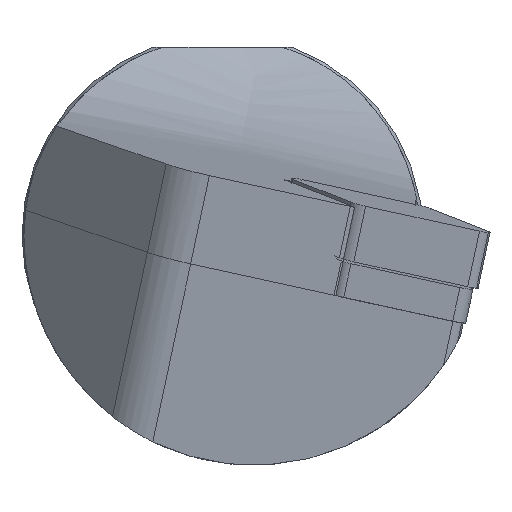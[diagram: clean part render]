
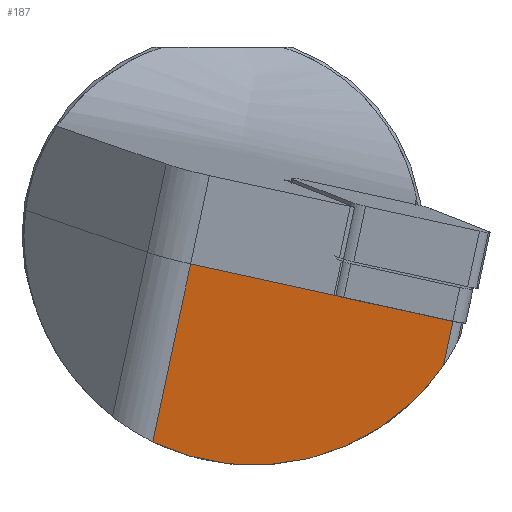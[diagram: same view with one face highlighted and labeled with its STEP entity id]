
A CAD part, left-side view. The second image highlights one B-rep face of the part: STEP entity #187.
In plain terms, the highlighted planar face has unit normal (-0.993, 0.073, -0.091).
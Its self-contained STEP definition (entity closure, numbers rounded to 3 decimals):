
#178=ELLIPSE('',#1045,18.476,18.35);
#187=ADVANCED_FACE('',(#267),#239,.F.);
#239=PLANE('',#1049);
#267=FACE_OUTER_BOUND('',#320,.T.);
#320=EDGE_LOOP('',(#429,#430,#431,#432,#433,#434));
#429=ORIENTED_EDGE('',*,*,#788,.F.);
#430=ORIENTED_EDGE('',*,*,#789,.T.);
#431=ORIENTED_EDGE('',*,*,#783,.T.);
#432=ORIENTED_EDGE('',*,*,#790,.F.);
#433=ORIENTED_EDGE('',*,*,#791,.F.);
#434=ORIENTED_EDGE('',*,*,#792,.F.);
#694=VERTEX_POINT('',#1459);
#695=VERTEX_POINT('',#1461);
#698=VERTEX_POINT('',#1474);
#699=VERTEX_POINT('',#1475);
#700=VERTEX_POINT('',#1478);
#701=VERTEX_POINT('',#1480);
#783=EDGE_CURVE('',#695,#694,#178,.T.);
#788=EDGE_CURVE('',#698,#699,#911,.T.);
#789=EDGE_CURVE('',#698,#695,#912,.T.);
#790=EDGE_CURVE('',#700,#694,#913,.T.);
#791=EDGE_CURVE('',#701,#700,#914,.T.);
#792=EDGE_CURVE('',#699,#701,#915,.T.);
#911=LINE('',#1473,#975);
#912=LINE('',#1476,#976);
#913=LINE('',#1477,#977);
#914=LINE('',#1479,#978);
#915=LINE('',#1481,#979);
#975=VECTOR('',#1168,1.);
#976=VECTOR('',#1169,1.);
#977=VECTOR('',#1170,1.);
#978=VECTOR('',#1171,1.);
#979=VECTOR('',#1172,1.);
#1045=AXIS2_PLACEMENT_3D('',#1460,#1158,#1159);
#1049=AXIS2_PLACEMENT_3D('',#1482,#1173,#1174);
#1158=DIRECTION('',(-0.993,0.073,-0.091));
#1159=DIRECTION('',(-0.117,-0.62,0.776));
#1168=DIRECTION('',(-0.052,-0.976,-0.213));
#1169=DIRECTION('',(0.105,0.207,-0.973));
#1170=DIRECTION('',(0.105,0.207,-0.973));
#1171=DIRECTION('',(-0.052,-0.976,-0.213));
#1172=DIRECTION('',(-0.052,-0.976,-0.213));
#1173=DIRECTION('',(0.993,-0.073,0.091));
#1174=DIRECTION('',(0.091,0.,-0.996));
#1459=CARTESIAN_POINT('',(-180.885,11.743,-10.389));
#1460=CARTESIAN_POINT('',(-180.728,26.87,-0.002));
#1461=CARTESIAN_POINT('',(-178.623,34.931,-16.486));
#1473=CARTESIAN_POINT('',(-180.148,31.913,-2.286));
#1474=CARTESIAN_POINT('',(-180.148,31.913,-2.286));
#1475=CARTESIAN_POINT('',(-180.766,20.331,-4.814));
#1476=CARTESIAN_POINT('',(-216.939,-40.865,340.106));
#1477=CARTESIAN_POINT('',(-218.055,-61.786,335.539));
#1478=CARTESIAN_POINT('',(-181.265,10.991,-6.853));
#1479=CARTESIAN_POINT('',(-180.148,31.913,-2.286));
#1480=CARTESIAN_POINT('',(-180.769,20.272,-4.827));
#1481=CARTESIAN_POINT('',(-180.148,31.913,-2.286));
#1482=CARTESIAN_POINT('',(-216.939,-40.865,340.106));
